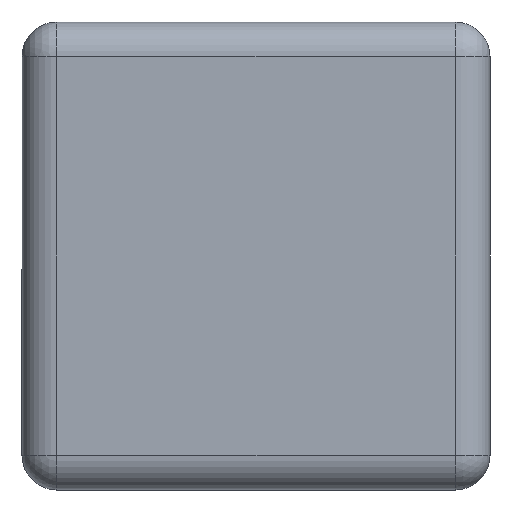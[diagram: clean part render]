
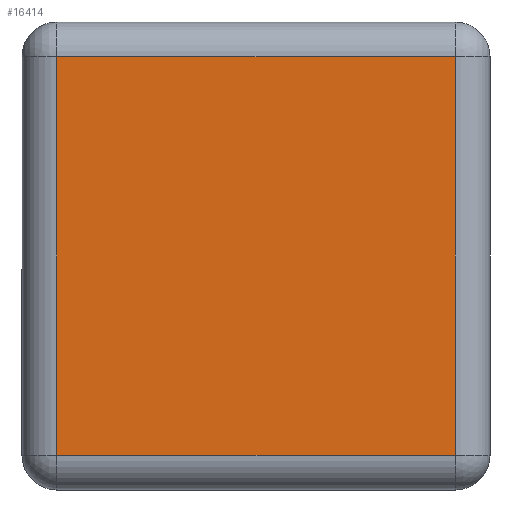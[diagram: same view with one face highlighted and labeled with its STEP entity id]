
A CAD part, left-side view. The second image highlights one B-rep face of the part: STEP entity #16414.
In plain terms, the highlighted planar face has unit normal (-1, 0, 0).
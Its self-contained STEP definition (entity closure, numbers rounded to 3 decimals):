
#53 = LINE ( 'NONE', #10444, #15539 ) ;
#996 = EDGE_LOOP ( 'NONE', ( #8974, #5410, #11717, #7595 ) ) ;
#1298 = EDGE_CURVE ( 'NONE', #4707, #9556, #1705, .T. ) ;
#1705 = LINE ( 'NONE', #13260, #12376 ) ;
#2483 = DIRECTION ( 'NONE',  ( 0., -1., 0. ) ) ;
#2837 = DIRECTION ( 'NONE',  ( 0., 0., -1. ) ) ;
#3867 = DIRECTION ( 'NONE',  ( 1., 0., 0. ) ) ;
#3946 = DIRECTION ( 'NONE',  ( 0., 0., -1. ) ) ;
#4384 = VECTOR ( 'NONE', #7904, 1000. ) ;
#4707 = VERTEX_POINT ( 'NONE', #10747 ) ;
#5193 = CARTESIAN_POINT ( 'NONE',  ( -3.05, -1.15, -1.15 ) ) ;
#5410 = ORIENTED_EDGE ( 'NONE', *, *, #12928, .T. ) ;
#5411 = LINE ( 'NONE', #7642, #7323 ) ;
#5793 = CARTESIAN_POINT ( 'NONE',  ( -3.05, 1.15, -1.15 ) ) ;
#6688 = CARTESIAN_POINT ( 'NONE',  ( -3.05, -1.15, 1.15 ) ) ;
#7251 = VERTEX_POINT ( 'NONE', #6688 ) ;
#7323 = VECTOR ( 'NONE', #2483, 1000. ) ;
#7595 = ORIENTED_EDGE ( 'NONE', *, *, #1298, .T. ) ;
#7642 = CARTESIAN_POINT ( 'NONE',  ( -3.05, -1.35, -1.15 ) ) ;
#7803 = VERTEX_POINT ( 'NONE', #5193 ) ;
#7894 = FACE_OUTER_BOUND ( 'NONE', #996, .T. ) ;
#7904 = DIRECTION ( 'NONE',  ( 0., 1., 0. ) ) ;
#7975 = LINE ( 'NONE', #13241, #4384 ) ;
#8974 = ORIENTED_EDGE ( 'NONE', *, *, #12088, .T. ) ;
#9007 = EDGE_CURVE ( 'NONE', #7251, #4707, #7975, .T. ) ;
#9556 = VERTEX_POINT ( 'NONE', #5793 ) ;
#10444 = CARTESIAN_POINT ( 'NONE',  ( -3.05, -1.15, 1.35 ) ) ;
#10455 = PLANE ( 'NONE',  #10655 ) ;
#10655 = AXIS2_PLACEMENT_3D ( 'NONE', #14258, #3867, #3946 ) ;
#10747 = CARTESIAN_POINT ( 'NONE',  ( -3.05, 1.15, 1.15 ) ) ;
#11717 = ORIENTED_EDGE ( 'NONE', *, *, #9007, .T. ) ;
#12088 = EDGE_CURVE ( 'NONE', #9556, #7803, #5411, .T. ) ;
#12376 = VECTOR ( 'NONE', #2837, 1000. ) ;
#12928 = EDGE_CURVE ( 'NONE', #7803, #7251, #53, .T. ) ;
#13241 = CARTESIAN_POINT ( 'NONE',  ( -3.05, 1.35, 1.15 ) ) ;
#13260 = CARTESIAN_POINT ( 'NONE',  ( -3.05, 1.15, -1.35 ) ) ;
#14258 = CARTESIAN_POINT ( 'NONE',  ( -3.05, 0., 0. ) ) ;
#15539 = VECTOR ( 'NONE', #15552, 1000. ) ;
#15552 = DIRECTION ( 'NONE',  ( 0., 0., 1. ) ) ;
#16414 = ADVANCED_FACE ( 'NONE', ( #7894 ), #10455, .F. ) ;
